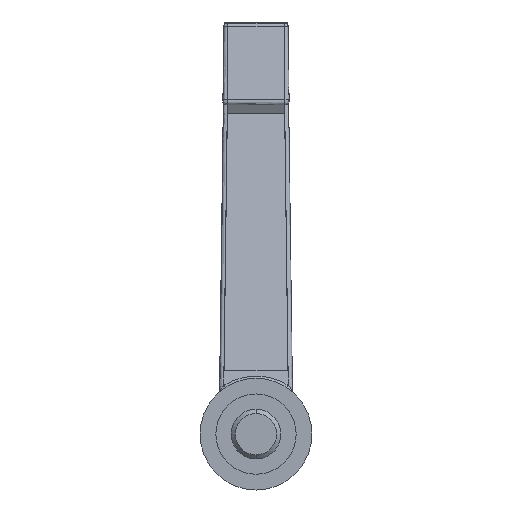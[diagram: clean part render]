
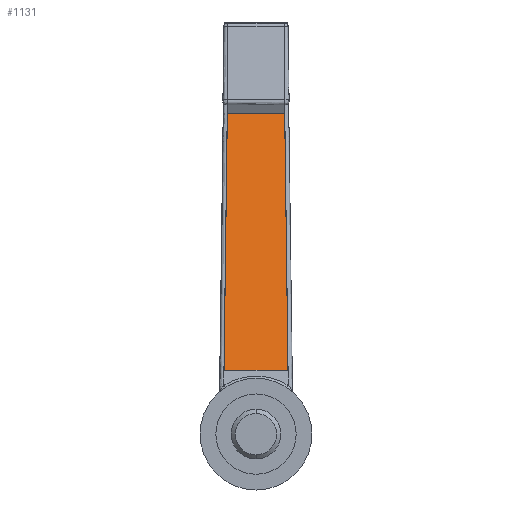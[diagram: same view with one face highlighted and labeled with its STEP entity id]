
A CAD part, front view. The second image highlights one B-rep face of the part: STEP entity #1131.
In plain terms, the highlighted planar face has unit normal (0, -0.975, 0.222).
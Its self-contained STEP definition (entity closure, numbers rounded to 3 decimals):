
#199 = CARTESIAN_POINT ( 'NONE',  ( 0., 14.005, -3.191 ) ) ;
#492 = VECTOR ( 'NONE', #2795, 1000. ) ;
#606 = ORIENTED_EDGE ( 'NONE', *, *, #3089, .T. ) ;
#921 = DIRECTION ( 'NONE',  ( 1., 0., 0. ) ) ;
#987 = EDGE_CURVE ( 'NONE', #2513, #1536, #3043, .T. ) ;
#997 = DIRECTION ( 'NONE',  ( 0., -0.222, -0.975 ) ) ;
#1122 = VECTOR ( 'NONE', #2859, 1000. ) ;
#1131 = ADVANCED_FACE ( 'NONE', ( #3605 ), #1366, .T. ) ;
#1151 = ORIENTED_EDGE ( 'NONE', *, *, #987, .T. ) ;
#1366 = PLANE ( 'NONE',  #3441 ) ;
#1375 = VECTOR ( 'NONE', #3708, 1000. ) ;
#1408 = CARTESIAN_POINT ( 'NONE',  ( -3.873, 16.23, 6.575 ) ) ;
#1483 = CARTESIAN_POINT ( 'NONE',  ( -3.465, 23.542, 38.665 ) ) ;
#1536 = VERTEX_POINT ( 'NONE', #4376 ) ;
#1646 = LINE ( 'NONE', #2825, #492 ) ;
#1714 = DIRECTION ( 'NONE',  ( 0., -0.975, 0.222 ) ) ;
#1768 = LINE ( 'NONE', #4114, #1375 ) ;
#2053 = EDGE_CURVE ( 'NONE', #3468, #3816, #1768, .T. ) ;
#2151 = LINE ( 'NONE', #1408, #1122 ) ;
#2314 = ORIENTED_EDGE ( 'NONE', *, *, #2053, .T. ) ;
#2402 = VECTOR ( 'NONE', #921, 1000. ) ;
#2513 = VERTEX_POINT ( 'NONE', #3430 ) ;
#2795 = DIRECTION ( 'NONE',  ( -0.012, 0.222, 0.975 ) ) ;
#2825 = CARTESIAN_POINT ( 'NONE',  ( 3.873, 16.23, 6.575 ) ) ;
#2859 = DIRECTION ( 'NONE',  ( -0.012, -0.222, -0.975 ) ) ;
#3043 = LINE ( 'NONE', #4539, #2402 ) ;
#3089 = EDGE_CURVE ( 'NONE', #1536, #3468, #1646, .T. ) ;
#3430 = CARTESIAN_POINT ( 'NONE',  ( -3.873, 16.23, 6.575 ) ) ;
#3441 = AXIS2_PLACEMENT_3D ( 'NONE', #199, #1714, #997 ) ;
#3468 = VERTEX_POINT ( 'NONE', #4310 ) ;
#3605 = FACE_OUTER_BOUND ( 'NONE', #4393, .T. ) ;
#3708 = DIRECTION ( 'NONE',  ( -1., 0., 0. ) ) ;
#3816 = VERTEX_POINT ( 'NONE', #1483 ) ;
#4114 = CARTESIAN_POINT ( 'NONE',  ( 3.465, 23.542, 38.665 ) ) ;
#4133 = ORIENTED_EDGE ( 'NONE', *, *, #4798, .T. ) ;
#4310 = CARTESIAN_POINT ( 'NONE',  ( 3.465, 23.542, 38.665 ) ) ;
#4376 = CARTESIAN_POINT ( 'NONE',  ( 3.873, 16.23, 6.575 ) ) ;
#4393 = EDGE_LOOP ( 'NONE', ( #606, #2314, #4133, #1151 ) ) ;
#4539 = CARTESIAN_POINT ( 'NONE',  ( 3.873, 16.23, 6.575 ) ) ;
#4798 = EDGE_CURVE ( 'NONE', #3816, #2513, #2151, .T. ) ;
